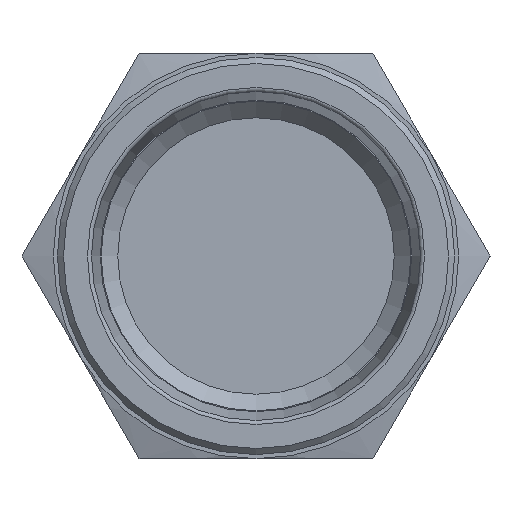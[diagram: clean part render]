
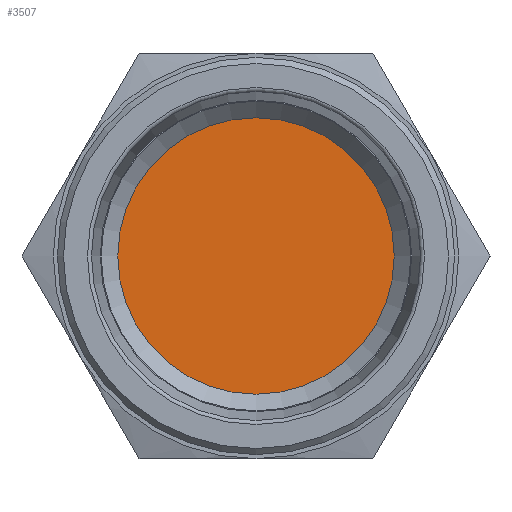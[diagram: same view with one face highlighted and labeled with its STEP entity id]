
A CAD part, left-side view. The second image highlights one B-rep face of the part: STEP entity #3507.
In plain terms, the highlighted free-form (B-spline) face has degree [1, 1] with [2, 2] control points.
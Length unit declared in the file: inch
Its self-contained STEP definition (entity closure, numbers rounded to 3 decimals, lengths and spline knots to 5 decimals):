
#3484=CARTESIAN_POINT('',(1.08,0.0,0.341));
#3485=VERTEX_POINT('',#3484);
#3486=CARTESIAN_POINT('',(1.08,0.0,0.0));
#3487=DIRECTION('',(-1.0,0.0,0.0));
#3488=DIRECTION('',(0.0,0.0,1.0));
#3489=AXIS2_PLACEMENT_3D('',#3486,#3487,#3488);
#3490=CIRCLE('',#3489,0.341);
#3491=EDGE_CURVE('',#3485,#3485,#3490,.T.);
#3499=CARTESIAN_POINT('',(1.08,0.341,-0.341));
#3500=CARTESIAN_POINT('',(1.08,0.341,0.341));
#3501=CARTESIAN_POINT('',(1.08,-0.341,-0.341));
#3502=CARTESIAN_POINT('',(1.08,-0.341,0.341));
#3503=B_SPLINE_SURFACE_WITH_KNOTS('',1,1,((#3499,#3501),(#3500,#3502)),.UNSPECIFIED.,.F.,.F.,.U.,(2,2),(2,2),(0.0,0.682),(0.0,0.682),.UNSPECIFIED.);
#3504=ORIENTED_EDGE('',*,*,#3491,.T.);
#3505=EDGE_LOOP('',(#3504));
#3506=FACE_OUTER_BOUND('',#3505,.T.);
#3507=ADVANCED_FACE('',(#3506),#3503,.F.);
